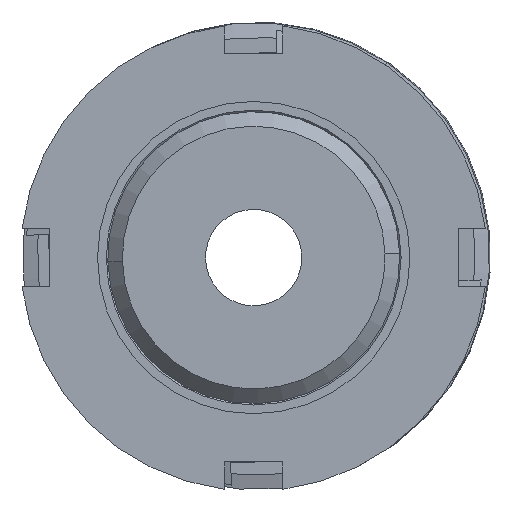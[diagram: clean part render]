
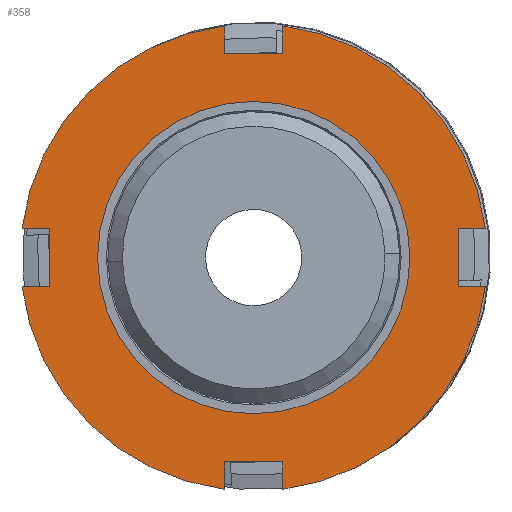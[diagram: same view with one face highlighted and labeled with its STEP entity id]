
A CAD part, front view. The second image highlights one B-rep face of the part: STEP entity #358.
In plain terms, the highlighted planar face has unit normal (0, -1, 0).
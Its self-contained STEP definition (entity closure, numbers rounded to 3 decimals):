
#9 = EDGE_CURVE ( 'NONE', #902, #1845, #2481, .T. ) ;
#44 = ORIENTED_EDGE ( 'NONE', *, *, #275, .F. ) ;
#59 = FACE_OUTER_BOUND ( 'NONE', #1199, .T. ) ;
#89 = CARTESIAN_POINT ( 'NONE',  ( 10.7, -30., -2. ) ) ;
#129 = VERTEX_POINT ( 'NONE', #535 ) ;
#138 = ORIENTED_EDGE ( 'NONE', *, *, #1391, .T. ) ;
#143 = VECTOR ( 'NONE', #2625, 1000. ) ;
#148 = CIRCLE ( 'NONE', #2460, 10.7 ) ;
#164 = ORIENTED_EDGE ( 'NONE', *, *, #1788, .T. ) ;
#171 = VERTEX_POINT ( 'NONE', #1293 ) ;
#182 = VECTOR ( 'NONE', #1192, 1000. ) ;
#206 = CARTESIAN_POINT ( 'NONE',  ( 0., -30., -10.7 ) ) ;
#233 = VERTEX_POINT ( 'NONE', #2076 ) ;
#266 = AXIS2_PLACEMENT_3D ( 'NONE', #3047, #3277, #492 ) ;
#275 = EDGE_CURVE ( 'NONE', #440, #2020, #1045, .T. ) ;
#306 = DIRECTION ( 'NONE',  ( 1., 0., 0. ) ) ;
#309 = DIRECTION ( 'NONE',  ( -1., 0., 0. ) ) ;
#358 = ADVANCED_FACE ( 'NONE', ( #1594, #59 ), #2096, .F. ) ;
#398 = AXIS2_PLACEMENT_3D ( 'NONE', #2135, #612, #1168 ) ;
#405 = DIRECTION ( 'NONE',  ( 0., 0., -1. ) ) ;
#423 = EDGE_CURVE ( 'NONE', #2349, #2492, #2270, .T. ) ;
#428 = CARTESIAN_POINT ( 'NONE',  ( 10.7, -30., 2. ) ) ;
#440 = VERTEX_POINT ( 'NONE', #1898 ) ;
#448 = LINE ( 'NONE', #1679, #2312 ) ;
#454 = ORIENTED_EDGE ( 'NONE', *, *, #1978, .T. ) ;
#457 = DIRECTION ( 'NONE',  ( 0., 0., 1. ) ) ;
#492 = DIRECTION ( 'NONE',  ( 0., 0., 1. ) ) ;
#502 = EDGE_CURVE ( 'NONE', #2866, #1457, #839, .T. ) ;
#520 = LINE ( 'NONE', #2445, #2473 ) ;
#534 = EDGE_CURVE ( 'NONE', #2020, #3165, #927, .T. ) ;
#535 = CARTESIAN_POINT ( 'NONE',  ( 15.875, -30., 2. ) ) ;
#547 = DIRECTION ( 'NONE',  ( 0., 0., 1. ) ) ;
#552 = LINE ( 'NONE', #1305, #3207 ) ;
#612 = DIRECTION ( 'NONE',  ( 0., 1., 0. ) ) ;
#613 = CARTESIAN_POINT ( 'NONE',  ( 0., -30., 0. ) ) ;
#627 = CARTESIAN_POINT ( 'NONE',  ( -2., -30., -14. ) ) ;
#631 = EDGE_CURVE ( 'NONE', #912, #233, #674, .T. ) ;
#673 = DIRECTION ( 'NONE',  ( 1., 0., 0. ) ) ;
#674 = LINE ( 'NONE', #1147, #3179 ) ;
#678 = EDGE_CURVE ( 'NONE', #1235, #233, #520, .T. ) ;
#699 = VERTEX_POINT ( 'NONE', #2973 ) ;
#700 = EDGE_CURVE ( 'NONE', #129, #1845, #448, .T. ) ;
#707 = CARTESIAN_POINT ( 'NONE',  ( 14., -30., -2. ) ) ;
#721 = ORIENTED_EDGE ( 'NONE', *, *, #534, .F. ) ;
#727 = ORIENTED_EDGE ( 'NONE', *, *, #2496, .F. ) ;
#765 = CARTESIAN_POINT ( 'NONE',  ( 0., -30., 10.7 ) ) ;
#819 = DIRECTION ( 'NONE',  ( 0., 0., 1. ) ) ;
#839 = LINE ( 'NONE', #3112, #1776 ) ;
#895 = CARTESIAN_POINT ( 'NONE',  ( 14., -30., 0. ) ) ;
#897 = VERTEX_POINT ( 'NONE', #1500 ) ;
#902 = VERTEX_POINT ( 'NONE', #707 ) ;
#912 = VERTEX_POINT ( 'NONE', #2527 ) ;
#918 = VECTOR ( 'NONE', #3291, 1000. ) ;
#927 = LINE ( 'NONE', #1347, #143 ) ;
#955 = LINE ( 'NONE', #428, #1536 ) ;
#971 = ORIENTED_EDGE ( 'NONE', *, *, #678, .F. ) ;
#1018 = ORIENTED_EDGE ( 'NONE', *, *, #700, .F. ) ;
#1025 = ORIENTED_EDGE ( 'NONE', *, *, #502, .T. ) ;
#1045 = CIRCLE ( 'NONE', #3006, 16. ) ;
#1048 = CARTESIAN_POINT ( 'NONE',  ( 0., -30., 0. ) ) ;
#1092 = AXIS2_PLACEMENT_3D ( 'NONE', #613, #2363, #2663 ) ;
#1109 = DIRECTION ( 'NONE',  ( 0., 0., -1. ) ) ;
#1147 = CARTESIAN_POINT ( 'NONE',  ( -14., -30., 0. ) ) ;
#1163 = AXIS2_PLACEMENT_3D ( 'NONE', #1849, #3199, #2938 ) ;
#1168 = DIRECTION ( 'NONE',  ( 0., 0., 1. ) ) ;
#1192 = DIRECTION ( 'NONE',  ( 0., 0., 1. ) ) ;
#1199 = EDGE_LOOP ( 'NONE', ( #971, #2295, #3287, #1025, #1541, #727, #454, #2916, #1018, #2526, #164, #2454, #721, #44, #138, #1207 ) ) ;
#1203 = DIRECTION ( 'NONE',  ( -1., 0., 0. ) ) ;
#1207 = ORIENTED_EDGE ( 'NONE', *, *, #631, .T. ) ;
#1235 = VERTEX_POINT ( 'NONE', #1919 ) ;
#1267 = CARTESIAN_POINT ( 'NONE',  ( 2., -30., -14. ) ) ;
#1286 = LINE ( 'NONE', #2975, #182 ) ;
#1293 = CARTESIAN_POINT ( 'NONE',  ( 2., -30., 15.875 ) ) ;
#1296 = VERTEX_POINT ( 'NONE', #2415 ) ;
#1305 = CARTESIAN_POINT ( 'NONE',  ( 0., -30., 14. ) ) ;
#1319 = VERTEX_POINT ( 'NONE', #1401 ) ;
#1347 = CARTESIAN_POINT ( 'NONE',  ( -2., -30., 0. ) ) ;
#1348 = EDGE_LOOP ( 'NONE', ( #2286, #3159 ) ) ;
#1351 = EDGE_CURVE ( 'NONE', #1296, #1235, #1617, .T. ) ;
#1391 = EDGE_CURVE ( 'NONE', #440, #912, #955, .T. ) ;
#1401 = CARTESIAN_POINT ( 'NONE',  ( 2., -30., 14. ) ) ;
#1457 = VERTEX_POINT ( 'NONE', #1267 ) ;
#1475 = CIRCLE ( 'NONE', #2247, 16. ) ;
#1487 = CARTESIAN_POINT ( 'NONE',  ( 2., -30., 0. ) ) ;
#1500 = CARTESIAN_POINT ( 'NONE',  ( 2., -30., -15.875 ) ) ;
#1514 = CIRCLE ( 'NONE', #266, 16. ) ;
#1536 = VECTOR ( 'NONE', #673, 1000. ) ;
#1541 = ORIENTED_EDGE ( 'NONE', *, *, #2213, .F. ) ;
#1562 = EDGE_CURVE ( 'NONE', #1319, #3165, #552, .T. ) ;
#1594 = FACE_BOUND ( 'NONE', #1348, .T. ) ;
#1600 = DIRECTION ( 'NONE',  ( -1., 0., 0. ) ) ;
#1608 = DIRECTION ( 'NONE',  ( 0., 1., 0. ) ) ;
#1617 = CIRCLE ( 'NONE', #398, 16. ) ;
#1652 = DIRECTION ( 'NONE',  ( 0., 0., 1. ) ) ;
#1679 = CARTESIAN_POINT ( 'NONE',  ( 10.7, -30., 2. ) ) ;
#1766 = EDGE_CURVE ( 'NONE', #1296, #2866, #1286, .T. ) ;
#1776 = VECTOR ( 'NONE', #306, 1000. ) ;
#1788 = EDGE_CURVE ( 'NONE', #171, #1319, #2808, .T. ) ;
#1820 = LINE ( 'NONE', #1487, #918 ) ;
#1845 = VERTEX_POINT ( 'NONE', #2675 ) ;
#1849 = CARTESIAN_POINT ( 'NONE',  ( 10.7, -30., 0. ) ) ;
#1851 = CARTESIAN_POINT ( 'NONE',  ( -2., -30., 15.875 ) ) ;
#1861 = EDGE_CURVE ( 'NONE', #171, #129, #1475, .T. ) ;
#1898 = CARTESIAN_POINT ( 'NONE',  ( -15.875, -30., 2. ) ) ;
#1919 = CARTESIAN_POINT ( 'NONE',  ( -15.875, -30., -2. ) ) ;
#1969 = DIRECTION ( 'NONE',  ( 0., 1., 0. ) ) ;
#1978 = EDGE_CURVE ( 'NONE', #699, #902, #3037, .T. ) ;
#2020 = VERTEX_POINT ( 'NONE', #1851 ) ;
#2076 = CARTESIAN_POINT ( 'NONE',  ( -14., -30., -2. ) ) ;
#2096 = PLANE ( 'NONE',  #1163 ) ;
#2135 = CARTESIAN_POINT ( 'NONE',  ( 0., -30., 0. ) ) ;
#2213 = EDGE_CURVE ( 'NONE', #897, #1457, #1820, .T. ) ;
#2243 = CARTESIAN_POINT ( 'NONE',  ( 0., -30., 0. ) ) ;
#2247 = AXIS2_PLACEMENT_3D ( 'NONE', #2243, #1969, #457 ) ;
#2270 = CIRCLE ( 'NONE', #1092, 10.7 ) ;
#2286 = ORIENTED_EDGE ( 'NONE', *, *, #423, .T. ) ;
#2295 = ORIENTED_EDGE ( 'NONE', *, *, #1351, .F. ) ;
#2312 = VECTOR ( 'NONE', #1203, 1000. ) ;
#2349 = VERTEX_POINT ( 'NONE', #765 ) ;
#2363 = DIRECTION ( 'NONE',  ( 0., 1., 0. ) ) ;
#2415 = CARTESIAN_POINT ( 'NONE',  ( -2., -30., -15.875 ) ) ;
#2445 = CARTESIAN_POINT ( 'NONE',  ( 10.7, -30., -2. ) ) ;
#2454 = ORIENTED_EDGE ( 'NONE', *, *, #1562, .T. ) ;
#2460 = AXIS2_PLACEMENT_3D ( 'NONE', #1048, #2838, #547 ) ;
#2466 = DIRECTION ( 'NONE',  ( 1., 0., 0. ) ) ;
#2473 = VECTOR ( 'NONE', #2466, 1000. ) ;
#2481 = LINE ( 'NONE', #895, #2646 ) ;
#2492 = VERTEX_POINT ( 'NONE', #206 ) ;
#2496 = EDGE_CURVE ( 'NONE', #699, #897, #1514, .T. ) ;
#2522 = CARTESIAN_POINT ( 'NONE',  ( -2., -30., 14. ) ) ;
#2526 = ORIENTED_EDGE ( 'NONE', *, *, #1861, .F. ) ;
#2527 = CARTESIAN_POINT ( 'NONE',  ( -14., -30., 2. ) ) ;
#2607 = EDGE_CURVE ( 'NONE', #2492, #2349, #148, .T. ) ;
#2625 = DIRECTION ( 'NONE',  ( 0., 0., -1. ) ) ;
#2633 = CARTESIAN_POINT ( 'NONE',  ( 0., -30., 0. ) ) ;
#2646 = VECTOR ( 'NONE', #1652, 1000. ) ;
#2663 = DIRECTION ( 'NONE',  ( 0., 0., 1. ) ) ;
#2675 = CARTESIAN_POINT ( 'NONE',  ( 14., -30., 2. ) ) ;
#2722 = CARTESIAN_POINT ( 'NONE',  ( 2., -30., 0. ) ) ;
#2732 = VECTOR ( 'NONE', #405, 1000. ) ;
#2808 = LINE ( 'NONE', #2722, #2732 ) ;
#2838 = DIRECTION ( 'NONE',  ( 0., 1., 0. ) ) ;
#2866 = VERTEX_POINT ( 'NONE', #627 ) ;
#2878 = VECTOR ( 'NONE', #1600, 1000. ) ;
#2916 = ORIENTED_EDGE ( 'NONE', *, *, #9, .T. ) ;
#2938 = DIRECTION ( 'NONE',  ( 0., 0., 1. ) ) ;
#2973 = CARTESIAN_POINT ( 'NONE',  ( 15.875, -30., -2. ) ) ;
#2975 = CARTESIAN_POINT ( 'NONE',  ( -2., -30., 0. ) ) ;
#3006 = AXIS2_PLACEMENT_3D ( 'NONE', #2633, #1608, #819 ) ;
#3037 = LINE ( 'NONE', #89, #2878 ) ;
#3047 = CARTESIAN_POINT ( 'NONE',  ( 0., -30., 0. ) ) ;
#3112 = CARTESIAN_POINT ( 'NONE',  ( 0., -30., -14. ) ) ;
#3159 = ORIENTED_EDGE ( 'NONE', *, *, #2607, .T. ) ;
#3165 = VERTEX_POINT ( 'NONE', #2522 ) ;
#3179 = VECTOR ( 'NONE', #1109, 1000. ) ;
#3199 = DIRECTION ( 'NONE',  ( 0., 1., 0. ) ) ;
#3207 = VECTOR ( 'NONE', #309, 1000. ) ;
#3277 = DIRECTION ( 'NONE',  ( 0., 1., 0. ) ) ;
#3287 = ORIENTED_EDGE ( 'NONE', *, *, #1766, .T. ) ;
#3291 = DIRECTION ( 'NONE',  ( 0., 0., 1. ) ) ;
